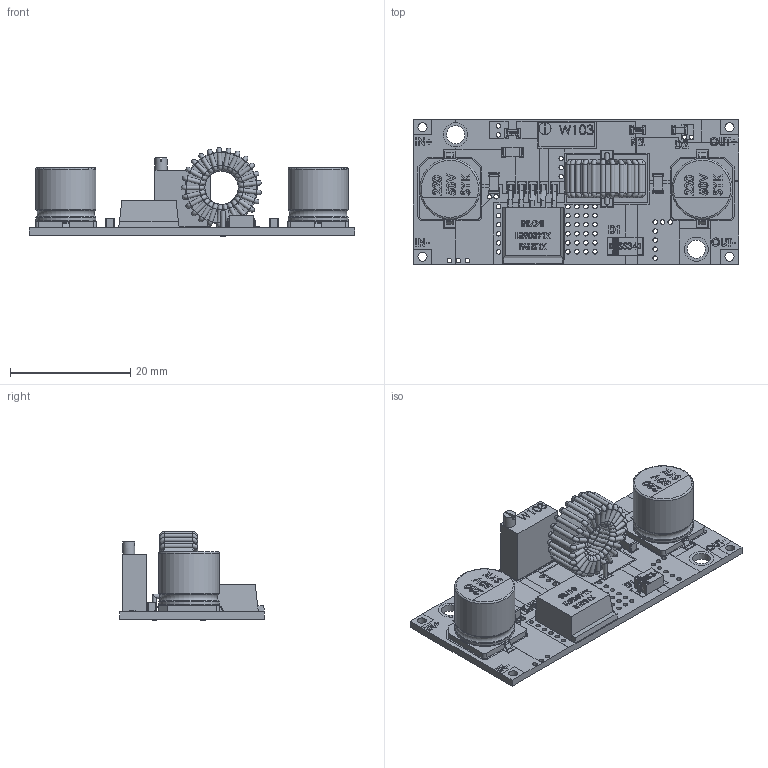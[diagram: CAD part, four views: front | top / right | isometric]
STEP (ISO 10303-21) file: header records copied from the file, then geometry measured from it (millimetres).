
FILE_DESCRIPTION(/* description */ (''),/* implementation_level */ '2;1');
FILE_NAME(/* name */ 'XL4015-5A.step',/* time_stamp */ '2024-09-27T17:30:39+02:00',/* author */ (''),/* organization */ (''),/* preprocessor_version */ 'ST-DEVELOPER v20',/* originating_system */ 'Autodesk Translation Framework v13.20.0.188',/* authorisation */ '');
FILE_SCHEMA (('AUTOMOTIVE_DESIGN { 1 0 10303 214 3 1 1 }'));
Length unit declared in the file: millimetre
Products named in the file (1): (Unsaved)
Bounding box: 54 x 24.01 x 14.75 mm (x, y, z)
Volume: 4491.2 mm3; surface area: 6169.9 mm2
Topology: 65 solids, 66 shells, 1865 faces, 5175 edges, 3478 vertices
Faces by surface type: plane 1107, cylinder 343, torus 234, bspline 178, cone 3
Full cylindrical faces by diameter (mm): 0.7 x4, 0.75 x51, 1.5 x4, 2 x1, 3 x2, 7 x1, 10 x4
Entity records: 80710 total; most frequent: CARTESIAN_POINT 32144, ORIENTED_EDGE 10307, DIRECTION 8790, EDGE_CURVE 5154, VERTEX_POINT 3475, AXIS2_PLACEMENT_3D 2953, LINE 2884, VECTOR 2884
